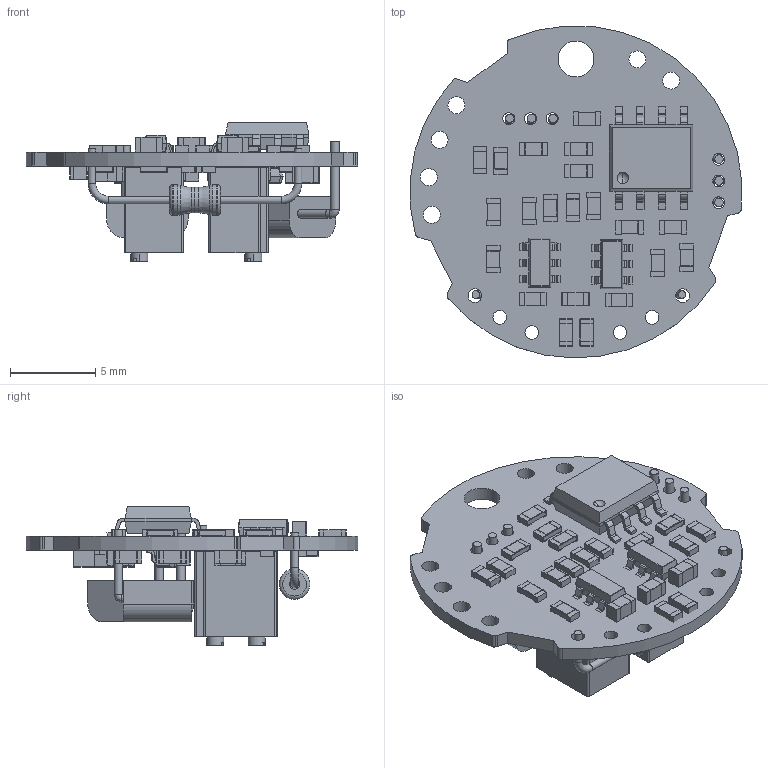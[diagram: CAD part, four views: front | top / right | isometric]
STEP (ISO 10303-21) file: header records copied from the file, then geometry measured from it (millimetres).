
FILE_DESCRIPTION(('Open CASCADE Model'),'2;1');
FILE_NAME('Open CASCADE Shape Model','2017-02-23T16:09:50',('Author'),( 'Open CASCADE'),'Open CASCADE STEP processor 6.8','Open CASCADE 6.8' ,'Unknown');
FILE_SCHEMA(('AUTOMOTIVE_DESIGN { 1 0 10303 214 1 1 1 1 }'));
Products named in the file (1): PCB
Bounding box: 19.45 x 19.48 x 8.15 mm (x, y, z)
Volume: 508.4 mm3; surface area: 1593.7 mm2
Topology: 56 solids, 1624 shells, 2527 faces, 10214 edges, 9628 vertices
Faces by surface type: plane 1664, cylinder 620, bspline 208, sphere 18, revolution 8, torus 5, cone 2, extrusion 2
Full cylindrical faces by diameter (mm): 0.45 x4, 0.5 x15, 0.7 x6, 0.8 x6, 1 x6, 1.5 x2, 1.8 x4, 2.1 x1
Entity records: 121590 total; most frequent: CARTESIAN_POINT 25670, DIRECTION 16522, ORIENTED_EDGE 11690, EDGE_CURVE 9594, VERTEX_POINT 8748, VECTOR 7894, LINE 7892, AXIS2_PLACEMENT_3D 4310
